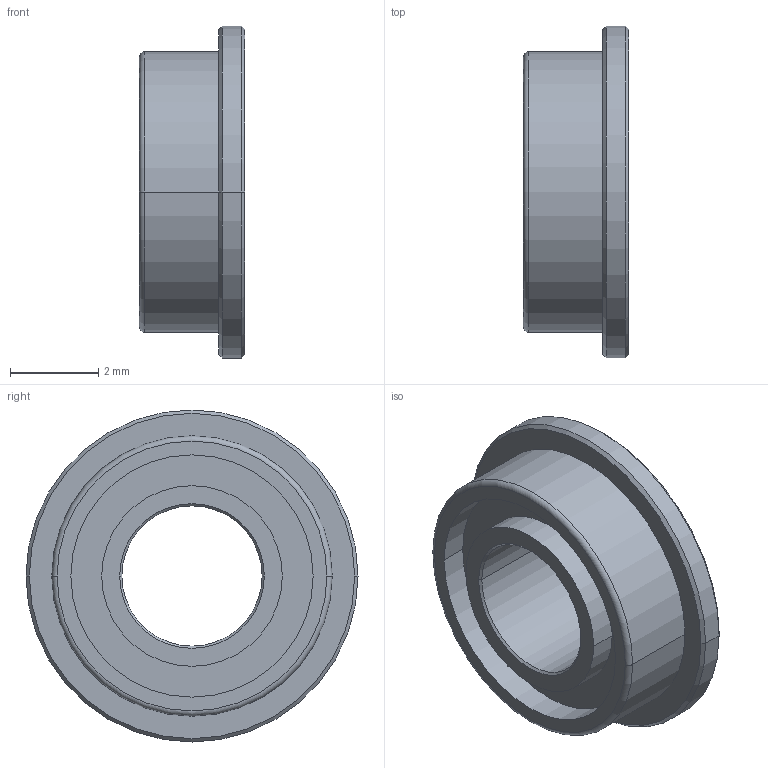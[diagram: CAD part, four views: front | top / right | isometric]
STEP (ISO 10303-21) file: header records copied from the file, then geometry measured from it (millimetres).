
FILE_DESCRIPTION((''),'2;1');
FILE_NAME('16','2025-05-09T06:39:17',('Administrator'),(''),'CREO PARAMETRIC BY PTC INC, 2020414','CREO PARAMETRIC BY PTC INC, 2020414','');
FILE_SCHEMA(('AUTOMOTIVE_DESIGN { 1 0 10303 214 1 1 1 1 }'));
Length unit declared in the file: inch
Products named in the file (1): 16
Bounding box: 2.38 x 7.52 x 7.52 mm (x, y, z)
Volume: 51.2 mm3; surface area: 178.4 mm2
Topology: 1 solids, 1 shells, 31 faces, 63 edges, 40 vertices
Faces by surface type: cylinder 14, cone 8, plane 7, torus 2
Entity records: 1013 total; most frequent: DIRECTION 167, CARTESIAN_POINT 135, ORIENTED_EDGE 124, COLOUR_RGB 115, AXIS2_PLACEMENT_3D 72, EDGE_CURVE 62, CIRCLE 40, VERTEX_POINT 38
